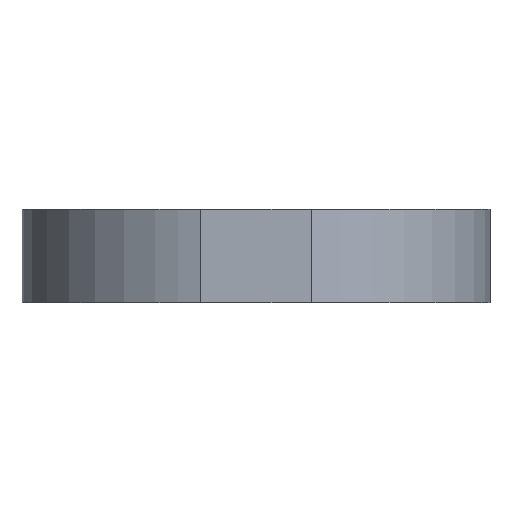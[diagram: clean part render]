
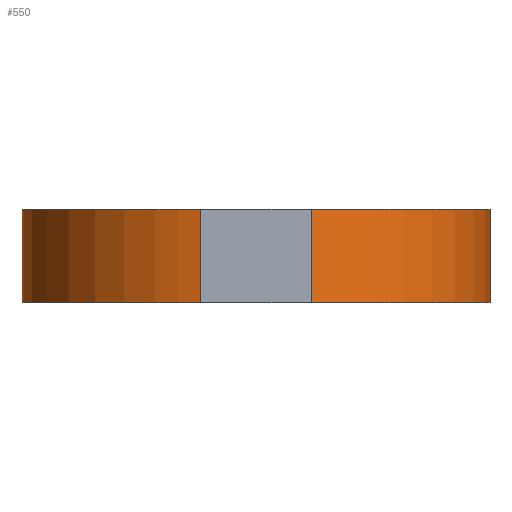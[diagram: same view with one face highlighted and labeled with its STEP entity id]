
A CAD part, front view. The second image highlights one B-rep face of the part: STEP entity #550.
In plain terms, the highlighted free-form (B-spline) face has degree [2, 1] with [7, 2] control points.
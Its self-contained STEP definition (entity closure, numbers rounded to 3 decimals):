
#69 = EDGE_CURVE('',#70,#72,#74,.T.);
#70 = VERTEX_POINT('',#71);
#71 = CARTESIAN_POINT('',(8.917,-36.831,15.158)
  );
#72 = VERTEX_POINT('',#73);
#73 = CARTESIAN_POINT('',(-8.917,-36.831,15.158)
  );
#74 = ( BOUNDED_CURVE() B_SPLINE_CURVE(2,(#75,#76,#77,#78,#79,#80,#81),
.UNSPECIFIED.,.F.,.F.) B_SPLINE_CURVE_WITH_KNOTS((3,2,2,3),(
    4.95,6.886,8.822,10.758),
.PIECEWISE_BEZIER_KNOTS.) CURVE() GEOMETRIC_REPRESENTATION_ITEM() 
RATIONAL_B_SPLINE_CURVE((1.,0.567,1.,0.567,1.,
0.567,1.)) REPRESENTATION_ITEM('') );
#75 = CARTESIAN_POINT('',(8.917,-36.831,15.158
    ));
#76 = CARTESIAN_POINT('',(62.434,-23.875,
    15.158));
#77 = CARTESIAN_POINT('',(31.217,21.484,
    15.158));
#78 = CARTESIAN_POINT('',(0.,66.843,
    15.158));
#79 = CARTESIAN_POINT('',(-31.217,21.484,
    15.158));
#80 = CARTESIAN_POINT('',(-62.434,-23.875,
    15.158));
#81 = CARTESIAN_POINT('',(-8.917,-36.831,
    15.158));
#550 = ADVANCED_FACE('',(#551),#578,.T.);
#551 = FACE_BOUND('',#552,.T.);
#552 = EDGE_LOOP('',(#553,#560,#572,#577));
#553 = ORIENTED_EDGE('',*,*,#554,.F.);
#554 = EDGE_CURVE('',#555,#70,#557,.T.);
#555 = VERTEX_POINT('',#556);
#556 = CARTESIAN_POINT('',(8.917,-36.831,0.));
#557 = B_SPLINE_CURVE_WITH_KNOTS('',1,(#558,#559),.UNSPECIFIED.,.F.,.F.,
  (2,2),(-5.398,5.397),.PIECEWISE_BEZIER_KNOTS.);
#558 = CARTESIAN_POINT('',(8.917,-36.831,0.));
#559 = CARTESIAN_POINT('',(8.917,-36.831,15.158)
  );
#560 = ORIENTED_EDGE('',*,*,#561,.T.);
#561 = EDGE_CURVE('',#555,#562,#564,.T.);
#562 = VERTEX_POINT('',#563);
#563 = CARTESIAN_POINT('',(-8.917,-36.831,0.));
#564 = ( BOUNDED_CURVE() B_SPLINE_CURVE(2,(#565,#566,#567,#568,#569,#570
,#571),.UNSPECIFIED.,.F.,.F.) B_SPLINE_CURVE_WITH_KNOTS((3,2,2,3),(
    4.95,6.886,8.822,10.758),
.PIECEWISE_BEZIER_KNOTS.) CURVE() GEOMETRIC_REPRESENTATION_ITEM() 
RATIONAL_B_SPLINE_CURVE((1.,0.567,1.,0.567,1.,
0.567,1.)) REPRESENTATION_ITEM('') );
#565 = CARTESIAN_POINT('',(8.917,-36.831,0.));
#566 = CARTESIAN_POINT('',(62.434,-23.875,0.));
#567 = CARTESIAN_POINT('',(31.217,21.484,0.));
#568 = CARTESIAN_POINT('',(0.,66.843,0.));
#569 = CARTESIAN_POINT('',(-31.217,21.484,0.));
#570 = CARTESIAN_POINT('',(-62.434,-23.875,0.));
#571 = CARTESIAN_POINT('',(-8.917,-36.831,0.));
#572 = ORIENTED_EDGE('',*,*,#573,.T.);
#573 = EDGE_CURVE('',#562,#72,#574,.T.);
#574 = B_SPLINE_CURVE_WITH_KNOTS('',1,(#575,#576),.UNSPECIFIED.,.F.,.F.,
  (2,2),(-5.398,5.397),.PIECEWISE_BEZIER_KNOTS.);
#575 = CARTESIAN_POINT('',(-8.917,-36.831,0.));
#576 = CARTESIAN_POINT('',(-8.917,-36.831,15.158
    ));
#577 = ORIENTED_EDGE('',*,*,#69,.F.);
#578 = ( BOUNDED_SURFACE() B_SPLINE_SURFACE(2,1,(
    (#579,#580)
    ,(#581,#582)
    ,(#583,#584)
    ,(#585,#586)
    ,(#587,#588)
    ,(#589,#590)
,(#591,#592
    )),.UNSPECIFIED.,.F.,.F.,.F.) B_SPLINE_SURFACE_WITH_KNOTS((3,2,2,3),
  (2,2),(0.,1.936,3.872,5.808),(
    -5.398,5.397),.PIECEWISE_BEZIER_KNOTS.) 
GEOMETRIC_REPRESENTATION_ITEM() RATIONAL_B_SPLINE_SURFACE((
    (1.,1.)
    ,(0.567,0.567)
    ,(1.,1.)
    ,(0.567,0.567)
    ,(1.,1.)
    ,(0.567,0.567)
,(1.,1.))) REPRESENTATION_ITEM('') SURFACE() );
#579 = CARTESIAN_POINT('',(8.917,-36.831,0.));
#580 = CARTESIAN_POINT('',(8.917,-36.831,
    15.158));
#581 = CARTESIAN_POINT('',(62.434,-23.875,0.));
#582 = CARTESIAN_POINT('',(62.434,-23.875,
    15.158));
#583 = CARTESIAN_POINT('',(31.217,21.484,0.));
#584 = CARTESIAN_POINT('',(31.217,21.484,
    15.158));
#585 = CARTESIAN_POINT('',(0.,66.843,0.));
#586 = CARTESIAN_POINT('',(0.,66.843,
    15.158));
#587 = CARTESIAN_POINT('',(-31.217,21.484,0.));
#588 = CARTESIAN_POINT('',(-31.217,21.484,
    15.158));
#589 = CARTESIAN_POINT('',(-62.434,-23.875,0.));
#590 = CARTESIAN_POINT('',(-62.434,-23.875,
    15.158));
#591 = CARTESIAN_POINT('',(-8.917,-36.831,0.));
#592 = CARTESIAN_POINT('',(-8.917,-36.831,
    15.158));
